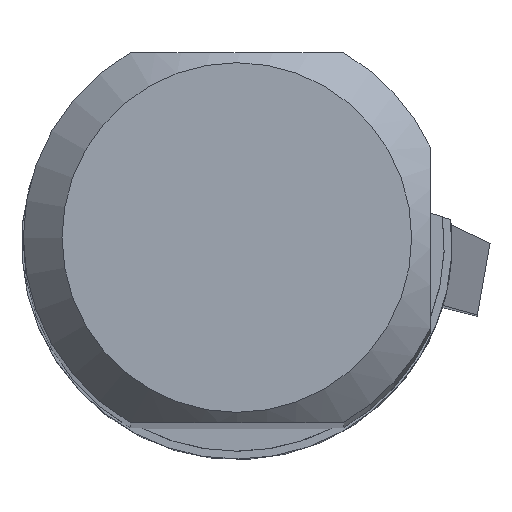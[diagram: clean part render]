
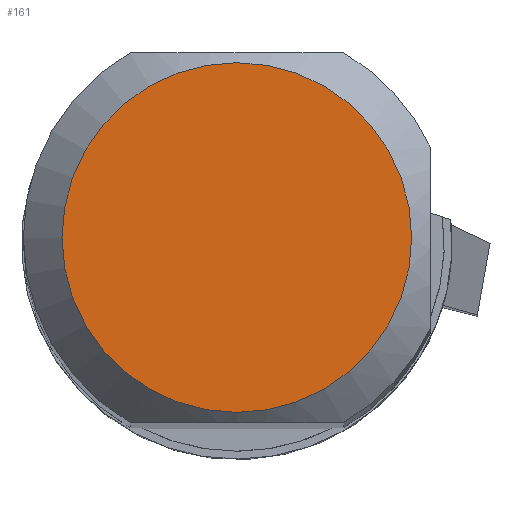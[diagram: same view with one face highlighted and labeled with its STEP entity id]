
A CAD part, top view. The second image highlights one B-rep face of the part: STEP entity #161.
In plain terms, the highlighted planar face has unit normal (0, 0, 1).
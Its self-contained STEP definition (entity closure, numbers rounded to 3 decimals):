
#108=CIRCLE('',#1162,7.8);
#161=ADVANCED_FACE('',(#257),#206,.F.);
#206=PLANE('',#1163);
#257=FACE_OUTER_BOUND('',#311,.T.);
#311=EDGE_LOOP('',(#573));
#573=ORIENTED_EDGE('',*,*,#834,.F.);
#695=VERTEX_POINT('',#1741);
#834=EDGE_CURVE('',#695,#695,#108,.T.);
#1162=AXIS2_PLACEMENT_3D('',#1740,#1439,#1440);
#1163=AXIS2_PLACEMENT_3D('',#1742,#1441,#1442);
#1439=DIRECTION('',(0.,0.,-1.));
#1440=DIRECTION('',(0.,-1.,0.));
#1441=DIRECTION('',(0.,0.,-1.));
#1442=DIRECTION('',(0.,-1.,0.));
#1740=CARTESIAN_POINT('',(0.,0.,128.7));
#1741=CARTESIAN_POINT('',(0.,-7.8,128.7));
#1742=CARTESIAN_POINT('',(0.,0.,128.7));
